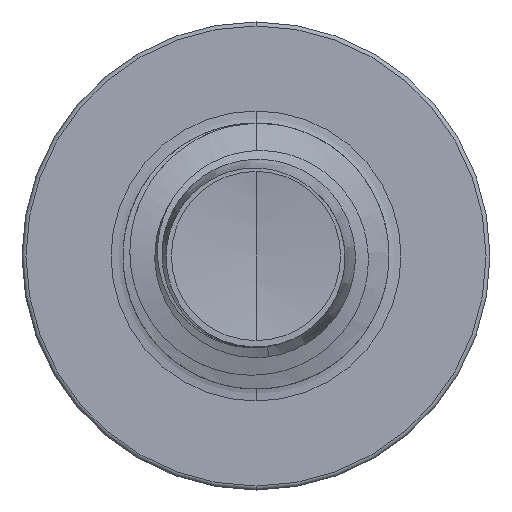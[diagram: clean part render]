
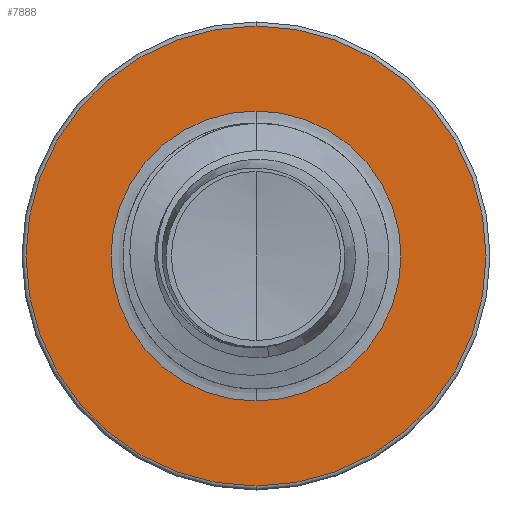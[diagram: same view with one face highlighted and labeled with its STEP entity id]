
A CAD part, front view. The second image highlights one B-rep face of the part: STEP entity #7888.
In plain terms, the highlighted planar face has unit normal (0, -1, 0).
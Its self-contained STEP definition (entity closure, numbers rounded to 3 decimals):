
#549 = CIRCLE ( 'NONE', #7310, 1.363 ) ;
#554 = FACE_BOUND ( 'NONE', #22317, .T. ) ;
#1095 = ORIENTED_EDGE ( 'NONE', *, *, #17327, .F. ) ;
#1352 = CIRCLE ( 'NONE', #19904, 2.163 ) ;
#2550 = VERTEX_POINT ( 'NONE', #2649 ) ;
#2649 = CARTESIAN_POINT ( 'NONE',  ( 0., 7., -1.363 ) ) ;
#3352 = EDGE_CURVE ( 'NONE', #2550, #9114, #549, .T. ) ;
#4943 = CIRCLE ( 'NONE', #6770, 1.363 ) ;
#5097 = ORIENTED_EDGE ( 'NONE', *, *, #12657, .T. ) ;
#5467 = CIRCLE ( 'NONE', #9016, 2.163 ) ;
#5548 = CARTESIAN_POINT ( 'NONE',  ( 0., 7., 1.363 ) ) ;
#6098 = DIRECTION ( 'NONE',  ( 0., 1., 0. ) ) ;
#6390 = ORIENTED_EDGE ( 'NONE', *, *, #11528, .F. ) ;
#6770 = AXIS2_PLACEMENT_3D ( 'NONE', #16258, #6098, #17841 ) ;
#7310 = AXIS2_PLACEMENT_3D ( 'NONE', #8974, #20557, #10707 ) ;
#7590 = CARTESIAN_POINT ( 'NONE',  ( 0., 7., 2.163 ) ) ;
#7888 = ADVANCED_FACE ( 'NONE', ( #18453, #554 ), #12802, .F. ) ;
#8080 = CARTESIAN_POINT ( 'NONE',  ( 0., 7., 0. ) ) ;
#8974 = CARTESIAN_POINT ( 'NONE',  ( 0., 7., 0. ) ) ;
#9016 = AXIS2_PLACEMENT_3D ( 'NONE', #9511, #21085, #11246 ) ;
#9114 = VERTEX_POINT ( 'NONE', #5548 ) ;
#9454 = DIRECTION ( 'NONE',  ( 0., 1., 0. ) ) ;
#9511 = CARTESIAN_POINT ( 'NONE',  ( 0., 7., 0. ) ) ;
#9782 = DIRECTION ( 'NONE',  ( 0., 0., 1. ) ) ;
#9945 = CARTESIAN_POINT ( 'NONE',  ( 0., 7., -2.162 ) ) ;
#10707 = DIRECTION ( 'NONE',  ( 0., 0., 1. ) ) ;
#11246 = DIRECTION ( 'NONE',  ( 0., 0., 1. ) ) ;
#11528 = EDGE_CURVE ( 'NONE', #16087, #18971, #1352, .T. ) ;
#12657 = EDGE_CURVE ( 'NONE', #9114, #2550, #4943, .T. ) ;
#12802 = PLANE ( 'NONE',  #17553 ) ;
#16087 = VERTEX_POINT ( 'NONE', #9945 ) ;
#16117 = CARTESIAN_POINT ( 'NONE',  ( 0., 7., -1.363 ) ) ;
#16258 = CARTESIAN_POINT ( 'NONE',  ( 0., 7., 0. ) ) ;
#17327 = EDGE_CURVE ( 'NONE', #18971, #16087, #5467, .T. ) ;
#17553 = AXIS2_PLACEMENT_3D ( 'NONE', #16117, #9454, #21025 ) ;
#17841 = DIRECTION ( 'NONE',  ( 0., 0., 1. ) ) ;
#18453 = FACE_OUTER_BOUND ( 'NONE', #19867, .T. ) ;
#18971 = VERTEX_POINT ( 'NONE', #7590 ) ;
#19664 = DIRECTION ( 'NONE',  ( 0., 1., 0. ) ) ;
#19867 = EDGE_LOOP ( 'NONE', ( #1095, #6390 ) ) ;
#19904 = AXIS2_PLACEMENT_3D ( 'NONE', #8080, #19664, #9782 ) ;
#20557 = DIRECTION ( 'NONE',  ( 0., 1., 0. ) ) ;
#21025 = DIRECTION ( 'NONE',  ( 0., 0., 1. ) ) ;
#21085 = DIRECTION ( 'NONE',  ( 0., 1., 0. ) ) ;
#21113 = ORIENTED_EDGE ( 'NONE', *, *, #3352, .T. ) ;
#22317 = EDGE_LOOP ( 'NONE', ( #5097, #21113 ) ) ;
